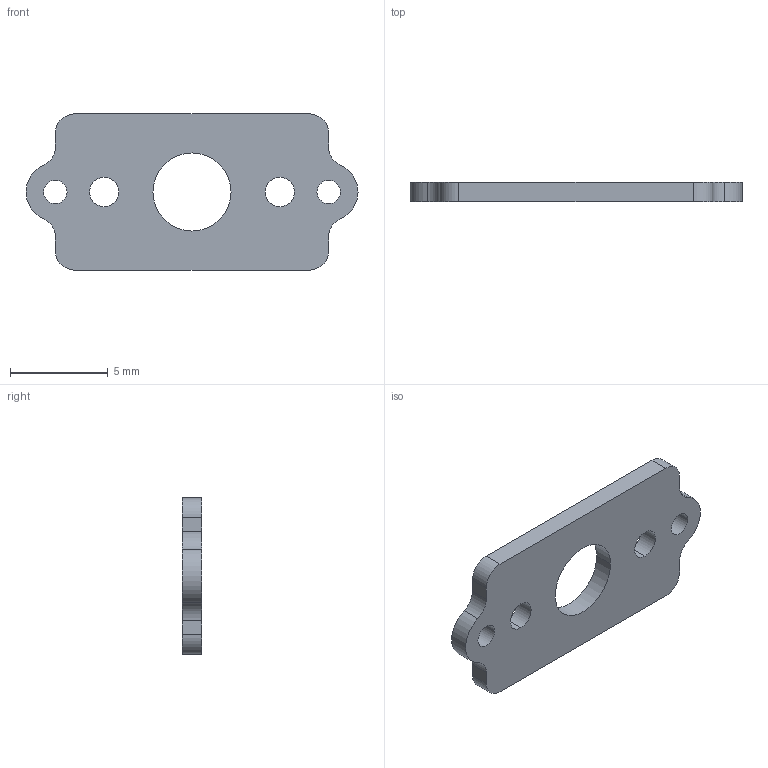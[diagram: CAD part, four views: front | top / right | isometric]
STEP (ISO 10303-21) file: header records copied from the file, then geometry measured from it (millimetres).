
FILE_DESCRIPTION (( 'STEP AP203' ), '1' );
FILE_NAME ('spacer.STEP', '2020-01-09T14:53:26', ( '' ), ( '' ), 'SwSTEP 2.0', 'SolidWorks 2017', '' );
FILE_SCHEMA (( 'CONFIG_CONTROL_DESIGN' ));
Length unit declared in the file: millimetre
Products named in the file (1): spacer
Bounding box: 17 x 1 x 8 mm (x, y, z)
Volume: 100.3 mm3; surface area: 274.8 mm2
Topology: 1 solids, 1 shells, 29 faces, 81 edges, 54 vertices
Faces by surface type: cylinder 21, plane 8
Entity records: 1054 total; most frequent: DIRECTION 183, CARTESIAN_POINT 165, ORIENTED_EDGE 162, EDGE_CURVE 81, AXIS2_PLACEMENT_3D 72, VERTEX_POINT 54, CIRCLE 42, EDGE_LOOP 39
